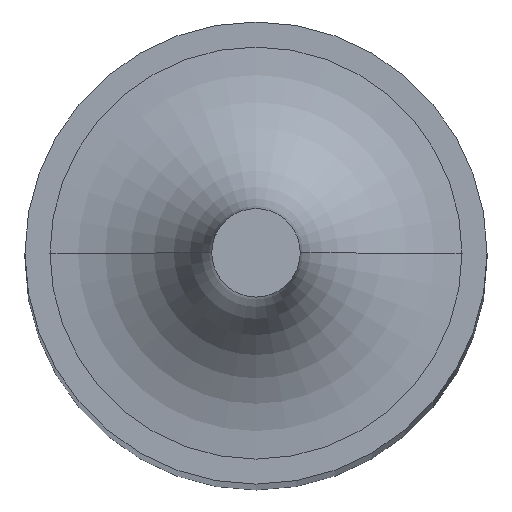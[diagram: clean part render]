
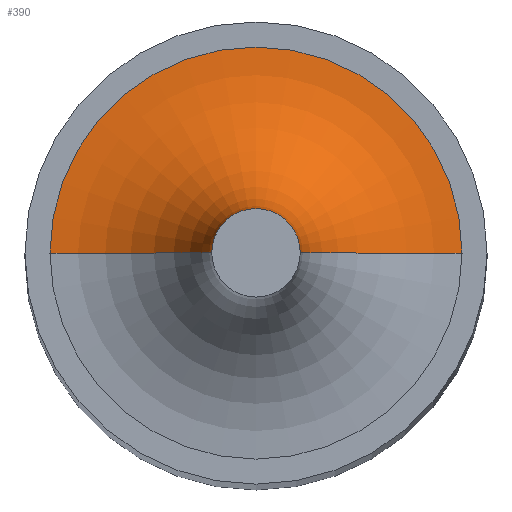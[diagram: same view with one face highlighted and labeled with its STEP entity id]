
A CAD part, top view. The second image highlights one B-rep face of the part: STEP entity #390.
In plain terms, the highlighted toroidal (fillet/blend) face has major radius 3.538 mm and minor radius 2.779 mm.
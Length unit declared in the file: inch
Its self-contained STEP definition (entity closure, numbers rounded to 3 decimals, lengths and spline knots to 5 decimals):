
#4 = AXIS2_PLACEMENT_3D ( 'NONE', #397, #12, #410 ) ;
#12 = DIRECTION ( 'NONE',  ( 0., 0., 1. ) ) ;
#29 = CARTESIAN_POINT ( 'NONE',  ( -0.13931, 0., 2.3856 ) ) ;
#36 = VERTEX_POINT ( 'NONE', #362 ) ;
#42 = CIRCLE ( 'NONE', #368, 0.13931 ) ;
#48 = DIRECTION ( 'NONE',  ( 0., -1., 0. ) ) ;
#63 = DIRECTION ( 'NONE',  ( -1., 0., 0. ) ) ;
#66 = CARTESIAN_POINT ( 'NONE',  ( 0., 0., 2.3856 ) ) ;
#67 = ORIENTED_EDGE ( 'NONE', *, *, #260, .F. ) ;
#85 = FACE_OUTER_BOUND ( 'NONE', #86, .T. ) ;
#86 = EDGE_LOOP ( 'NONE', ( #138, #250, #67, #149 ) ) ;
#88 = CARTESIAN_POINT ( 'NONE',  ( 0.02991, 0., 2.495 ) ) ;
#91 = EDGE_CURVE ( 'NONE', #295, #244, #251, .T. ) ;
#93 = DIRECTION ( 'NONE',  ( 0., 0., -1. ) ) ;
#95 = CARTESIAN_POINT ( 'NONE',  ( 0., 0., 2.495 ) ) ;
#110 = CARTESIAN_POINT ( 'NONE',  ( -0.13931, 0., 2.495 ) ) ;
#114 = EDGE_CURVE ( 'NONE', #356, #36, #389, .T. ) ;
#120 = DIRECTION ( 'NONE',  ( 0., 1., 0. ) ) ;
#138 = ORIENTED_EDGE ( 'NONE', *, *, #349, .T. ) ;
#144 = CARTESIAN_POINT ( 'NONE',  ( -0.02991, 0., 2.495 ) ) ;
#149 = ORIENTED_EDGE ( 'NONE', *, *, #91, .F. ) ;
#175 = CIRCLE ( 'NONE', #365, 0.02991 ) ;
#244 = VERTEX_POINT ( 'NONE', #29 ) ;
#245 = DIRECTION ( 'NONE',  ( 0., 0., -1. ) ) ;
#250 = ORIENTED_EDGE ( 'NONE', *, *, #114, .T. ) ;
#251 = CIRCLE ( 'NONE', #327, 0.1094 ) ;
#260 = EDGE_CURVE ( 'NONE', #244, #36, #42, .T. ) ;
#292 = TOROIDAL_SURFACE ( 'NONE', #4, 0.13931, 0.1094 ) ;
#295 = VERTEX_POINT ( 'NONE', #144 ) ;
#298 = AXIS2_PLACEMENT_3D ( 'NONE', #386, #48, #367 ) ;
#327 = AXIS2_PLACEMENT_3D ( 'NONE', #110, #120, #396 ) ;
#349 = EDGE_CURVE ( 'NONE', #295, #356, #175, .T. ) ;
#356 = VERTEX_POINT ( 'NONE', #88 ) ;
#362 = CARTESIAN_POINT ( 'NONE',  ( 0.13931, 0., 2.3856 ) ) ;
#365 = AXIS2_PLACEMENT_3D ( 'NONE', #95, #245, #371 ) ;
#367 = DIRECTION ( 'NONE',  ( 1., 0., 0. ) ) ;
#368 = AXIS2_PLACEMENT_3D ( 'NONE', #66, #93, #63 ) ;
#371 = DIRECTION ( 'NONE',  ( -1., 0., 0. ) ) ;
#386 = CARTESIAN_POINT ( 'NONE',  ( 0.13931, 0., 2.495 ) ) ;
#389 = CIRCLE ( 'NONE', #298, 0.1094 ) ;
#390 = ADVANCED_FACE ( 'NONE', ( #85 ), #292, .F. ) ;
#396 = DIRECTION ( 'NONE',  ( 0., 0., 1. ) ) ;
#397 = CARTESIAN_POINT ( 'NONE',  ( 0., 0., 2.495 ) ) ;
#410 = DIRECTION ( 'NONE',  ( -1., 0., 0. ) ) ;
